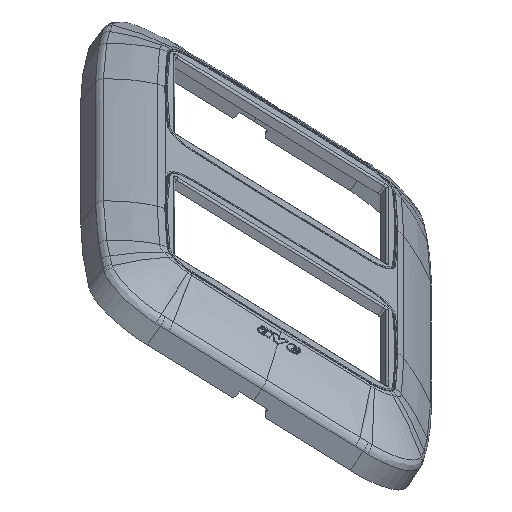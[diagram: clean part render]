
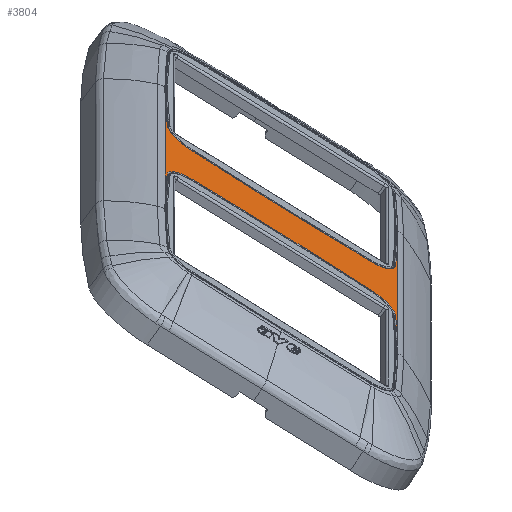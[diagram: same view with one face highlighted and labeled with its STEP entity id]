
A CAD part, front view. The second image highlights one B-rep face of the part: STEP entity #3804.
In plain terms, the highlighted face is planar.
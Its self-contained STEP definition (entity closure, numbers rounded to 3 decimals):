
#265=CARTESIAN_POINT('Line Origine',(-2.177,-27.667,11.8)) ;
#269=CARTESIAN_POINT('Vertex',(28.337,-27.667,11.8)) ;
#271=CARTESIAN_POINT('Vertex',(-28.337,-27.667,11.8)) ;
#3710=CARTESIAN_POINT('Axis2P3D Location',(35.5,-372.5,11.8)) ;
#3715=CARTESIAN_POINT('Line Origine',(0.001,27.667,11.8)) ;
#3719=CARTESIAN_POINT('Vertex',(-28.337,27.667,11.8)) ;
#3721=CARTESIAN_POINT('Vertex',(28.339,27.667,11.8)) ;
#3724=CARTESIAN_POINT('Axis2P3D Location',(-35.5,-372.5,11.8)) ;
#3728=CARTESIAN_POINT('Vertex',(-14.226,27.166,11.8)) ;
#3731=CARTESIAN_POINT('Axis2P3D Location',(-14.557,20.943,11.8)) ;
#3735=CARTESIAN_POINT('Vertex',(-8.334,21.274,11.8)) ;
#3738=CARTESIAN_POINT('Axis2P3D Location',(-408.,0.,11.8)) ;
#3742=CARTESIAN_POINT('Vertex',(-8.334,-21.274,11.8)) ;
#3745=CARTESIAN_POINT('Axis2P3D Location',(-14.557,-20.943,11.8)) ;
#3749=CARTESIAN_POINT('Vertex',(-14.226,-27.166,11.8)) ;
#3752=CARTESIAN_POINT('Axis2P3D Location',(-35.5,372.5,11.8)) ;
#3757=CARTESIAN_POINT('Axis2P3D Location',(35.5,372.5,11.8)) ;
#3761=CARTESIAN_POINT('Vertex',(14.226,-27.166,11.8)) ;
#3764=CARTESIAN_POINT('Axis2P3D Location',(14.557,-20.943,11.8)) ;
#3768=CARTESIAN_POINT('Vertex',(8.334,-21.274,11.8)) ;
#3771=CARTESIAN_POINT('Axis2P3D Location',(408.,0.,11.8)) ;
#3775=CARTESIAN_POINT('Vertex',(8.334,21.274,11.8)) ;
#3778=CARTESIAN_POINT('Axis2P3D Location',(14.557,20.943,11.8)) ;
#3782=CARTESIAN_POINT('Vertex',(14.226,27.166,11.8)) ;
#3785=CARTESIAN_POINT('Axis2P3D Location',(35.5,-372.5,11.8)) ;
#266=DIRECTION('Vector Direction',(1.,0.,0.)) ;
#3711=DIRECTION('Axis2P3D Direction',(0.,0.,1.)) ;
#3712=DIRECTION('Axis2P3D XDirection',(0.078,0.997,0.)) ;
#3716=DIRECTION('Vector Direction',(1.,0.,0.)) ;
#3725=DIRECTION('Axis2P3D Direction',(0.,0.,1.)) ;
#3732=DIRECTION('Axis2P3D Direction',(0.,0.,1.)) ;
#3739=DIRECTION('Axis2P3D Direction',(0.,0.,1.)) ;
#3746=DIRECTION('Axis2P3D Direction',(0.,0.,1.)) ;
#3753=DIRECTION('Axis2P3D Direction',(0.,0.,1.)) ;
#3758=DIRECTION('Axis2P3D Direction',(0.,0.,1.)) ;
#3765=DIRECTION('Axis2P3D Direction',(0.,0.,1.)) ;
#3772=DIRECTION('Axis2P3D Direction',(0.,0.,1.)) ;
#3779=DIRECTION('Axis2P3D Direction',(0.,0.,1.)) ;
#3786=DIRECTION('Axis2P3D Direction',(0.,0.,1.)) ;
#3713=AXIS2_PLACEMENT_3D('Plane Axis2P3D',#3710,#3711,#3712) ;
#3726=AXIS2_PLACEMENT_3D('Circle Axis2P3D',#3724,#3725,$) ;
#3733=AXIS2_PLACEMENT_3D('Circle Axis2P3D',#3731,#3732,$) ;
#3740=AXIS2_PLACEMENT_3D('Circle Axis2P3D',#3738,#3739,$) ;
#3747=AXIS2_PLACEMENT_3D('Circle Axis2P3D',#3745,#3746,$) ;
#3754=AXIS2_PLACEMENT_3D('Circle Axis2P3D',#3752,#3753,$) ;
#3759=AXIS2_PLACEMENT_3D('Circle Axis2P3D',#3757,#3758,$) ;
#3766=AXIS2_PLACEMENT_3D('Circle Axis2P3D',#3764,#3765,$) ;
#3773=AXIS2_PLACEMENT_3D('Circle Axis2P3D',#3771,#3772,$) ;
#3780=AXIS2_PLACEMENT_3D('Circle Axis2P3D',#3778,#3779,$) ;
#3787=AXIS2_PLACEMENT_3D('Circle Axis2P3D',#3785,#3786,$) ;
#3791=ORIENTED_EDGE('',*,*,#3723,.F.) ;
#3792=ORIENTED_EDGE('',*,*,#3730,.F.) ;
#3793=ORIENTED_EDGE('',*,*,#3737,.F.) ;
#3794=ORIENTED_EDGE('',*,*,#3744,.F.) ;
#3795=ORIENTED_EDGE('',*,*,#3751,.F.) ;
#3796=ORIENTED_EDGE('',*,*,#3756,.F.) ;
#3797=ORIENTED_EDGE('',*,*,#273,.F.) ;
#3798=ORIENTED_EDGE('',*,*,#3763,.F.) ;
#3799=ORIENTED_EDGE('',*,*,#3770,.F.) ;
#3800=ORIENTED_EDGE('',*,*,#3777,.F.) ;
#3801=ORIENTED_EDGE('',*,*,#3784,.F.) ;
#3802=ORIENTED_EDGE('',*,*,#3789,.F.) ;
#267=VECTOR('Line Direction',#266,1.) ;
#3717=VECTOR('Line Direction',#3716,1.) ;
#3804=ADVANCED_FACE('PartBody ( DR5517 - wsp *MASTER -  -Non Smart-  _con_errore_durante_l''aggiornamento )',(#3803),#3714,.T.) ;
#3727=CIRCLE('generated circle',#3726,400.231) ;
#3734=CIRCLE('generated circle',#3733,6.231) ;
#3741=CIRCLE('generated circle',#3740,400.231) ;
#3748=CIRCLE('generated circle',#3747,6.231) ;
#3755=CIRCLE('generated circle',#3754,400.231) ;
#3760=CIRCLE('generated circle',#3759,400.231) ;
#3767=CIRCLE('generated circle',#3766,6.231) ;
#3774=CIRCLE('generated circle',#3773,400.231) ;
#3781=CIRCLE('generated circle',#3780,6.231) ;
#3788=CIRCLE('generated circle',#3787,400.231) ;
#273=EDGE_CURVE('',#270,#272,#268,.F.) ;
#3723=EDGE_CURVE('',#3720,#3722,#3718,.T.) ;
#3730=EDGE_CURVE('',#3729,#3720,#3727,.T.) ;
#3737=EDGE_CURVE('',#3736,#3729,#3734,.T.) ;
#3744=EDGE_CURVE('',#3743,#3736,#3741,.T.) ;
#3751=EDGE_CURVE('',#3750,#3743,#3748,.T.) ;
#3756=EDGE_CURVE('',#272,#3750,#3755,.T.) ;
#3763=EDGE_CURVE('',#3762,#270,#3760,.T.) ;
#3770=EDGE_CURVE('',#3769,#3762,#3767,.T.) ;
#3777=EDGE_CURVE('',#3776,#3769,#3774,.T.) ;
#3784=EDGE_CURVE('',#3783,#3776,#3781,.T.) ;
#3789=EDGE_CURVE('',#3722,#3783,#3788,.T.) ;
#3790=EDGE_LOOP('',(#3791,#3792,#3793,#3794,#3795,#3796,#3797,#3798,#3799,#3800,#3801,#3802)) ;
#3803=FACE_OUTER_BOUND('',#3790,.T.) ;
#268=LINE('Line',#265,#267) ;
#3718=LINE('Line',#3715,#3717) ;
#3714=PLANE('',#3713) ;
#270=VERTEX_POINT('',#269) ;
#272=VERTEX_POINT('',#271) ;
#3720=VERTEX_POINT('',#3719) ;
#3722=VERTEX_POINT('',#3721) ;
#3729=VERTEX_POINT('',#3728) ;
#3736=VERTEX_POINT('',#3735) ;
#3743=VERTEX_POINT('',#3742) ;
#3750=VERTEX_POINT('',#3749) ;
#3762=VERTEX_POINT('',#3761) ;
#3769=VERTEX_POINT('',#3768) ;
#3776=VERTEX_POINT('',#3775) ;
#3783=VERTEX_POINT('',#3782) ;
